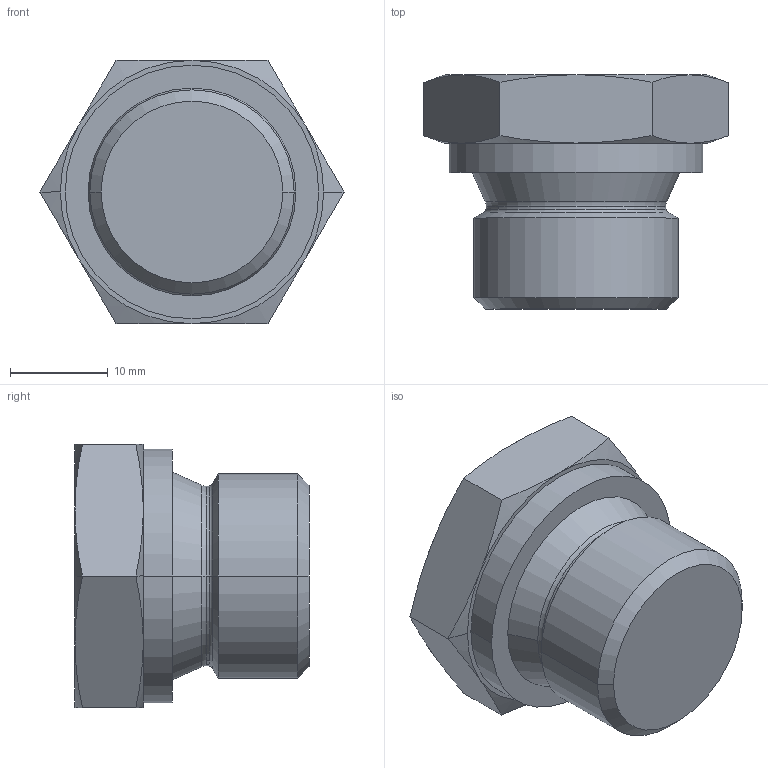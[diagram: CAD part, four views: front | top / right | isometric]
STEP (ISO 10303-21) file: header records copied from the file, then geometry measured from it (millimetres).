
FILE_DESCRIPTION(('STEP AP214'),'1');
FILE_NAME('0210_21_00.stp','2016-07-07T14:23:27',('TraceParts'),('TraceParts S.A.'),'Spatial InterOp 3D',' ',' ');
FILE_SCHEMA(('automotive_design'));
Length unit declared in the file: millimetre
Products named in the file (1): 0210-21-00
Bounding box: 31.18 x 24 x 27 mm (x, y, z)
Volume: 10574.1 mm3; surface area: 3025.9 mm2
Topology: 1 solids, 1 shells, 44 faces, 92 edges, 52 vertices
Faces by surface type: cone 22, plane 10, torus 8, cylinder 4
Entity records: 1295 total; most frequent: CARTESIAN_POINT 357, DIRECTION 206, ORIENTED_EDGE 184, AXIS2_PLACEMENT_3D 93, EDGE_CURVE 92, VERTEX_POINT 52, CIRCLE 48, EDGE_LOOP 46
